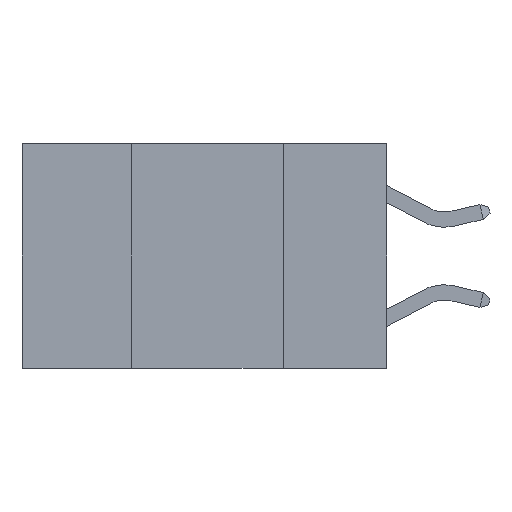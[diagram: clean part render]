
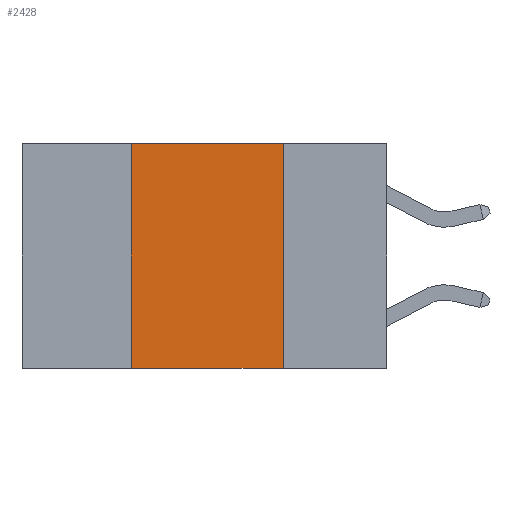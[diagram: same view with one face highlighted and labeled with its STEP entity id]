
A CAD part, left-side view. The second image highlights one B-rep face of the part: STEP entity #2428.
In plain terms, the highlighted planar face has unit normal (-1, 0, 0).
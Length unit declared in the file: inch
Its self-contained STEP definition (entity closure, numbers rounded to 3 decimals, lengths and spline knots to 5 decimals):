
#186 = CARTESIAN_POINT ( 'NONE',  ( 0., 0.6, 0. ) ) ;
#961 = EDGE_CURVE ( 'NONE', #6250, #8610, #3277, .T. ) ;
#1142 = ORIENTED_EDGE ( 'NONE', *, *, #11994, .F. ) ;
#1187 = LINE ( 'NONE', #10913, #11632 ) ;
#1284 = DIRECTION ( 'NONE',  ( 0., 0., -1. ) ) ;
#1865 = LINE ( 'NONE', #6447, #3980 ) ;
#1886 = ORIENTED_EDGE ( 'NONE', *, *, #9909, .F. ) ;
#2260 = ORIENTED_EDGE ( 'NONE', *, *, #10057, .T. ) ;
#2428 = ADVANCED_FACE ( 'NONE', ( #11124 ), #8841, .F. ) ;
#2798 = CARTESIAN_POINT ( 'NONE',  ( 0., 0.42, 0. ) ) ;
#2862 = CARTESIAN_POINT ( 'NONE',  ( 0., 0.17, 0. ) ) ;
#3277 = LINE ( 'NONE', #186, #10858 ) ;
#3593 = EDGE_LOOP ( 'NONE', ( #1142, #12227, #1886, #2260 ) ) ;
#3780 = DIRECTION ( 'NONE',  ( 0., 0., 1. ) ) ;
#3911 = CARTESIAN_POINT ( 'NONE',  ( 0., 0.6, 0. ) ) ;
#3980 = VECTOR ( 'NONE', #1284, 39.37008 ) ;
#4202 = CARTESIAN_POINT ( 'NONE',  ( 0., 0.42, 0. ) ) ;
#4398 = CARTESIAN_POINT ( 'NONE',  ( 0., 0.42, -0.37 ) ) ;
#4935 = DIRECTION ( 'NONE',  ( 0., 0., -1. ) ) ;
#5605 = VECTOR ( 'NONE', #3780, 39.37008 ) ;
#5990 = DIRECTION ( 'NONE',  ( 0., -1., 0. ) ) ;
#6250 = VERTEX_POINT ( 'NONE', #4202 ) ;
#6447 = CARTESIAN_POINT ( 'NONE',  ( 0., 0.17, 0. ) ) ;
#6470 = AXIS2_PLACEMENT_3D ( 'NONE', #3911, #10837, #4935 ) ;
#8246 = VERTEX_POINT ( 'NONE', #4398 ) ;
#8610 = VERTEX_POINT ( 'NONE', #2862 ) ;
#8841 = PLANE ( 'NONE',  #6470 ) ;
#9233 = DIRECTION ( 'NONE',  ( 0., -1., 0. ) ) ;
#9909 = EDGE_CURVE ( 'NONE', #8246, #6250, #10846, .T. ) ;
#10057 = EDGE_CURVE ( 'NONE', #8246, #12691, #1187, .T. ) ;
#10837 = DIRECTION ( 'NONE',  ( 1., 0., 0. ) ) ;
#10846 = LINE ( 'NONE', #2798, #5605 ) ;
#10858 = VECTOR ( 'NONE', #9233, 39.37008 ) ;
#10913 = CARTESIAN_POINT ( 'NONE',  ( 0., 0.6, -0.37 ) ) ;
#11124 = FACE_OUTER_BOUND ( 'NONE', #3593, .T. ) ;
#11294 = CARTESIAN_POINT ( 'NONE',  ( 0., 0.17, -0.37 ) ) ;
#11632 = VECTOR ( 'NONE', #5990, 39.37008 ) ;
#11994 = EDGE_CURVE ( 'NONE', #8610, #12691, #1865, .T. ) ;
#12227 = ORIENTED_EDGE ( 'NONE', *, *, #961, .F. ) ;
#12691 = VERTEX_POINT ( 'NONE', #11294 ) ;
